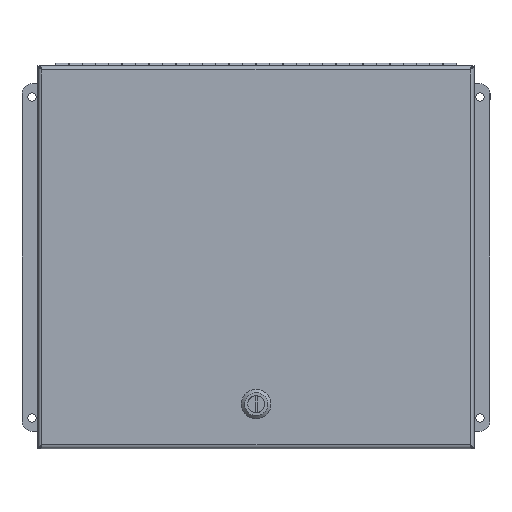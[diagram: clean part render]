
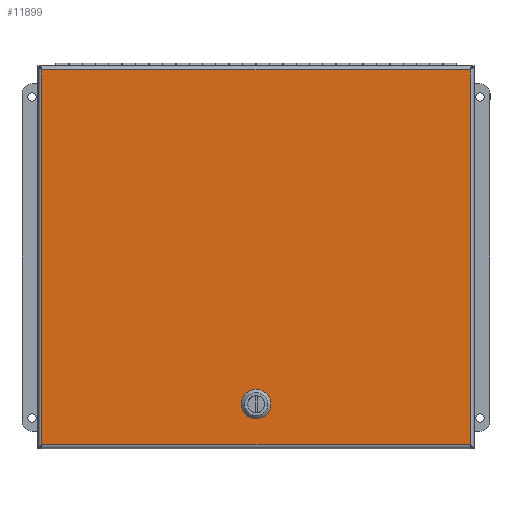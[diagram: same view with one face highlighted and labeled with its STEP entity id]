
A CAD part, top view. The second image highlights one B-rep face of the part: STEP entity #11899.
In plain terms, the highlighted face is planar.
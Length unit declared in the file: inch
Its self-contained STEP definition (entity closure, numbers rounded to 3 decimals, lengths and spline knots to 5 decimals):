
#237=FACE_BOUND('',#1887,.T.);
#332=CIRCLE('',#12899,0.45);
#334=CIRCLE('',#12903,0.45);
#336=CIRCLE('',#12907,0.45);
#338=CIRCLE('',#12911,0.45);
#1202=FACE_OUTER_BOUND('',#1886,.T.);
#1886=EDGE_LOOP('',(#7854,#7855,#7856,#7857));
#1887=EDGE_LOOP('',(#7858,#7859,#7860,#7861,#7862,#7863,#7864,#7865));
#2651=LINE('',#17608,#3774);
#2673=LINE('',#17789,#3796);
#2684=LINE('',#17975,#3807);
#2688=LINE('',#17987,#3811);
#2692=LINE('',#17999,#3815);
#2696=LINE('',#18010,#3819);
#2698=LINE('',#18014,#3821);
#2700=LINE('',#18017,#3823);
#3774=VECTOR('',#14075,0.3937);
#3796=VECTOR('',#14117,0.3937);
#3807=VECTOR('',#14146,0.3937);
#3811=VECTOR('',#14158,0.3937);
#3815=VECTOR('',#14170,0.3937);
#3819=VECTOR('',#14182,0.3937);
#3821=VECTOR('',#14188,0.3937);
#3823=VECTOR('',#14192,0.3937);
#4875=VERTEX_POINT('',#17483);
#4890=VERTEX_POINT('',#17607);
#4900=VERTEX_POINT('',#17704);
#4910=VERTEX_POINT('',#17783);
#4911=VERTEX_POINT('',#17965);
#4912=VERTEX_POINT('',#17966);
#4915=VERTEX_POINT('',#17974);
#4917=VERTEX_POINT('',#17980);
#4919=VERTEX_POINT('',#17986);
#4921=VERTEX_POINT('',#17992);
#4923=VERTEX_POINT('',#17998);
#4925=VERTEX_POINT('',#18004);
#5974=EDGE_CURVE('',#4890,#4875,#2651,.T.);
#6009=EDGE_CURVE('',#4900,#4910,#2673,.T.);
#6023=EDGE_CURVE('',#4911,#4912,#332,.T.);
#6027=EDGE_CURVE('',#4915,#4911,#2684,.T.);
#6030=EDGE_CURVE('',#4917,#4915,#334,.T.);
#6033=EDGE_CURVE('',#4919,#4917,#2688,.T.);
#6036=EDGE_CURVE('',#4921,#4919,#336,.T.);
#6039=EDGE_CURVE('',#4923,#4921,#2692,.T.);
#6042=EDGE_CURVE('',#4925,#4923,#338,.T.);
#6045=EDGE_CURVE('',#4912,#4925,#2696,.T.);
#6047=EDGE_CURVE('',#4910,#4890,#2698,.T.);
#6049=EDGE_CURVE('',#4875,#4900,#2700,.T.);
#7854=ORIENTED_EDGE('',*,*,#6009,.T.);
#7855=ORIENTED_EDGE('',*,*,#6047,.T.);
#7856=ORIENTED_EDGE('',*,*,#5974,.T.);
#7857=ORIENTED_EDGE('',*,*,#6049,.T.);
#7858=ORIENTED_EDGE('',*,*,#6023,.T.);
#7859=ORIENTED_EDGE('',*,*,#6045,.T.);
#7860=ORIENTED_EDGE('',*,*,#6042,.T.);
#7861=ORIENTED_EDGE('',*,*,#6039,.T.);
#7862=ORIENTED_EDGE('',*,*,#6036,.T.);
#7863=ORIENTED_EDGE('',*,*,#6033,.T.);
#7864=ORIENTED_EDGE('',*,*,#6030,.T.);
#7865=ORIENTED_EDGE('',*,*,#6027,.T.);
#11082=PLANE('',#12918);
#11899=ADVANCED_FACE('',(#1202,#237),#11082,.F.);
#12899=AXIS2_PLACEMENT_3D('',#17967,#14138,#14139);
#12903=AXIS2_PLACEMENT_3D('',#17981,#14151,#14152);
#12907=AXIS2_PLACEMENT_3D('',#17993,#14163,#14164);
#12911=AXIS2_PLACEMENT_3D('',#18005,#14175,#14176);
#12918=AXIS2_PLACEMENT_3D('',#18019,#14195,#14196);
#14075=DIRECTION('',(0.,1.,0.));
#14117=DIRECTION('',(0.,-1.,0.));
#14138=DIRECTION('center_axis',(0.,0.,1.));
#14139=DIRECTION('ref_axis',(-0.889,0.458,0.));
#14146=DIRECTION('',(-1.,0.,0.));
#14151=DIRECTION('center_axis',(0.,0.,1.));
#14152=DIRECTION('ref_axis',(0.458,0.889,0.));
#14158=DIRECTION('',(0.,1.,0.));
#14163=DIRECTION('center_axis',(0.,0.,1.));
#14164=DIRECTION('ref_axis',(0.889,-0.458,0.));
#14170=DIRECTION('',(1.,0.,0.));
#14175=DIRECTION('center_axis',(0.,0.,1.));
#14176=DIRECTION('ref_axis',(-0.458,-0.889,0.));
#14182=DIRECTION('',(0.,-1.,0.));
#14188=DIRECTION('',(-1.,0.,0.));
#14192=DIRECTION('',(1.,0.,0.));
#14195=DIRECTION('center_axis',(0.,0.,1.));
#14196=DIRECTION('ref_axis',(1.,0.,0.));
#17483=CARTESIAN_POINT('',(0.15275,16.15975,0.));
#17607=CARTESIAN_POINT('',(0.15275,0.15275,0.));
#17608=CARTESIAN_POINT('',(0.15275,4.1545,0.));
#17704=CARTESIAN_POINT('',(14.15975,16.15975,0.));
#17783=CARTESIAN_POINT('',(14.15975,0.15275,0.));
#17789=CARTESIAN_POINT('',(14.15975,12.158,0.));
#17965=CARTESIAN_POINT('',(12.44634,8.55625,0.));
#17966=CARTESIAN_POINT('',(12.2525,8.36241,0.));
#17967=CARTESIAN_POINT('Origin',(12.6525,8.15625,0.));
#17974=CARTESIAN_POINT('',(12.85866,8.55625,0.));
#17975=CARTESIAN_POINT('',(10.00745,8.55625,0.));
#17980=CARTESIAN_POINT('',(13.0525,8.36241,0.));
#17981=CARTESIAN_POINT('Origin',(12.6525,8.15625,0.));
#17986=CARTESIAN_POINT('',(13.0525,7.95009,0.));
#17987=CARTESIAN_POINT('',(13.0525,8.05317,0.));
#17992=CARTESIAN_POINT('',(12.85866,7.75625,0.));
#17993=CARTESIAN_POINT('Origin',(12.6525,8.15625,0.));
#17998=CARTESIAN_POINT('',(12.44634,7.75625,0.));
#17999=CARTESIAN_POINT('',(9.8013,7.75625,0.));
#18004=CARTESIAN_POINT('',(12.2525,7.95009,0.));
#18005=CARTESIAN_POINT('Origin',(12.6525,8.15625,0.));
#18010=CARTESIAN_POINT('',(12.2525,8.25933,0.));
#18014=CARTESIAN_POINT('',(10.658,0.15275,0.));
#18017=CARTESIAN_POINT('',(3.6545,16.15975,0.));
#18019=CARTESIAN_POINT('Origin',(7.15625,8.15625,0.));
